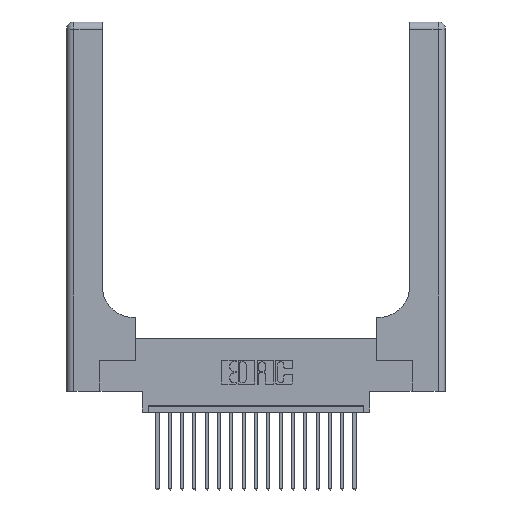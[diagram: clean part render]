
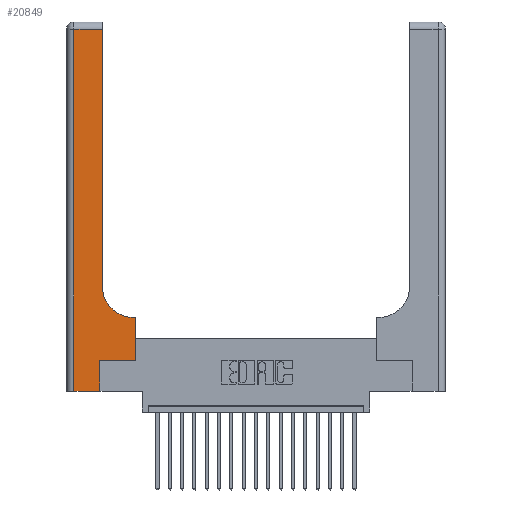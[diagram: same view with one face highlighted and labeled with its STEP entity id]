
A CAD part, top view. The second image highlights one B-rep face of the part: STEP entity #20849.
In plain terms, the highlighted planar face has unit normal (0, 0, 1).
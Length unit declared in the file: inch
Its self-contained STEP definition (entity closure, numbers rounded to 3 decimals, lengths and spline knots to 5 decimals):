
#10 = EDGE_LOOP ( 'NONE', ( #16157, #9311, #5061, #14084, #13648, #19761, #10688, #4791, #4566 ) ) ;
#164 = CARTESIAN_POINT ( 'NONE',  ( 0.269, 0.25, 0.37 ) ) ;
#324 = VECTOR ( 'NONE', #8896, 39.37008 ) ;
#440 = CARTESIAN_POINT ( 'NONE',  ( 0.5415, 0.85, 0.37 ) ) ;
#620 = DIRECTION ( 'NONE',  ( -1., 0., 0. ) ) ;
#776 = LINE ( 'NONE', #927, #1586 ) ;
#788 = VECTOR ( 'NONE', #18064, 39.37008 ) ;
#927 = CARTESIAN_POINT ( 'NONE',  ( 0.5585, 0.25, 0.37 ) ) ;
#1294 = EDGE_CURVE ( 'NONE', #9767, #21216, #19378, .T. ) ;
#1442 = CARTESIAN_POINT ( 'NONE',  ( 0.06, 3., 0.37 ) ) ;
#1586 = VECTOR ( 'NONE', #17498, 39.37008 ) ;
#1651 = DIRECTION ( 'NONE',  ( 0., 1., 0. ) ) ;
#2057 = CARTESIAN_POINT ( 'NONE',  ( 0., 2.94, 0.37 ) ) ;
#2238 = AXIS2_PLACEMENT_3D ( 'NONE', #440, #8535, #5405 ) ;
#2528 = DIRECTION ( 'NONE',  ( -1., 0., 0. ) ) ;
#4070 = DIRECTION ( 'NONE',  ( 0., 1., 0. ) ) ;
#4566 = ORIENTED_EDGE ( 'NONE', *, *, #9160, .T. ) ;
#4791 = ORIENTED_EDGE ( 'NONE', *, *, #13721, .T. ) ;
#5061 = ORIENTED_EDGE ( 'NONE', *, *, #18551, .T. ) ;
#5312 = VECTOR ( 'NONE', #8687, 39.37008 ) ;
#5405 = DIRECTION ( 'NONE',  ( 1., 0., 0. ) ) ;
#5415 = CARTESIAN_POINT ( 'NONE',  ( 0.269, 0.25, 0.37 ) ) ;
#5846 = LINE ( 'NONE', #10887, #6623 ) ;
#6623 = VECTOR ( 'NONE', #4070, 39.37008 ) ;
#8315 = CARTESIAN_POINT ( 'NONE',  ( 0.2915, 2.94, 0.37 ) ) ;
#8535 = DIRECTION ( 'NONE',  ( 0., 0., -1. ) ) ;
#8635 = EDGE_CURVE ( 'NONE', #13065, #9230, #15307, .T. ) ;
#8687 = DIRECTION ( 'NONE',  ( -1., 0., 0. ) ) ;
#8840 = VERTEX_POINT ( 'NONE', #15558 ) ;
#8896 = DIRECTION ( 'NONE',  ( 1., 0., 0. ) ) ;
#9160 = EDGE_CURVE ( 'NONE', #10589, #20859, #10835, .T. ) ;
#9230 = VERTEX_POINT ( 'NONE', #20259 ) ;
#9311 = ORIENTED_EDGE ( 'NONE', *, *, #1294, .T. ) ;
#9767 = VERTEX_POINT ( 'NONE', #8315 ) ;
#10547 = CARTESIAN_POINT ( 'NONE',  ( 0.2915, 0.6, 0.37 ) ) ;
#10589 = VERTEX_POINT ( 'NONE', #11539 ) ;
#10688 = ORIENTED_EDGE ( 'NONE', *, *, #20221, .T. ) ;
#10835 = CIRCLE ( 'NONE', #2238, 0.25 ) ;
#10887 = CARTESIAN_POINT ( 'NONE',  ( 0.269, 0., 0.37 ) ) ;
#10990 = AXIS2_PLACEMENT_3D ( 'NONE', #19376, #20821, #2528 ) ;
#11539 = CARTESIAN_POINT ( 'NONE',  ( 0.5415, 0.6, 0.37 ) ) ;
#11782 = LINE ( 'NONE', #5415, #324 ) ;
#12366 = VERTEX_POINT ( 'NONE', #164 ) ;
#12423 = EDGE_CURVE ( 'NONE', #12366, #8840, #11782, .T. ) ;
#12448 = CARTESIAN_POINT ( 'NONE',  ( 0., 0., 0.37 ) ) ;
#13065 = VERTEX_POINT ( 'NONE', #13797 ) ;
#13461 = VECTOR ( 'NONE', #620, 39.37008 ) ;
#13648 = ORIENTED_EDGE ( 'NONE', *, *, #14305, .T. ) ;
#13721 = EDGE_CURVE ( 'NONE', #20168, #10589, #20471, .T. ) ;
#13797 = CARTESIAN_POINT ( 'NONE',  ( 0.06, 0., 0.37 ) ) ;
#14084 = ORIENTED_EDGE ( 'NONE', *, *, #8635, .T. ) ;
#14302 = CARTESIAN_POINT ( 'NONE',  ( 0.2915, 0.85, 0.37 ) ) ;
#14305 = EDGE_CURVE ( 'NONE', #9230, #12366, #5846, .T. ) ;
#14569 = LINE ( 'NONE', #1442, #788 ) ;
#14648 = CARTESIAN_POINT ( 'NONE',  ( 0.2915, 3., 0.37 ) ) ;
#15307 = LINE ( 'NONE', #12448, #18914 ) ;
#15558 = CARTESIAN_POINT ( 'NONE',  ( 0.5585, 0.25, 0.37 ) ) ;
#15877 = CARTESIAN_POINT ( 'NONE',  ( 0.5585, 0.6, 0.37 ) ) ;
#16157 = ORIENTED_EDGE ( 'NONE', *, *, #17296, .T. ) ;
#17296 = EDGE_CURVE ( 'NONE', #20859, #9767, #19834, .T. ) ;
#17498 = DIRECTION ( 'NONE',  ( 0., 1., 0. ) ) ;
#17719 = PLANE ( 'NONE',  #10990 ) ;
#18064 = DIRECTION ( 'NONE',  ( 0., -1., 0. ) ) ;
#18218 = CARTESIAN_POINT ( 'NONE',  ( 0.06, 2.94, 0.37 ) ) ;
#18280 = VECTOR ( 'NONE', #1651, 39.37008 ) ;
#18551 = EDGE_CURVE ( 'NONE', #21216, #13065, #14569, .T. ) ;
#18914 = VECTOR ( 'NONE', #20595, 39.37008 ) ;
#19376 = CARTESIAN_POINT ( 'NONE',  ( 0., 3., 0.37 ) ) ;
#19378 = LINE ( 'NONE', #2057, #5312 ) ;
#19761 = ORIENTED_EDGE ( 'NONE', *, *, #12423, .T. ) ;
#19834 = LINE ( 'NONE', #14648, #18280 ) ;
#20025 = FACE_OUTER_BOUND ( 'NONE', #10, .T. ) ;
#20168 = VERTEX_POINT ( 'NONE', #15877 ) ;
#20221 = EDGE_CURVE ( 'NONE', #8840, #20168, #776, .T. ) ;
#20259 = CARTESIAN_POINT ( 'NONE',  ( 0.269, 0., 0.37 ) ) ;
#20471 = LINE ( 'NONE', #10547, #13461 ) ;
#20595 = DIRECTION ( 'NONE',  ( 1., 0., 0. ) ) ;
#20821 = DIRECTION ( 'NONE',  ( 0., 0., -1. ) ) ;
#20849 = ADVANCED_FACE ( 'NONE', ( #20025 ), #17719, .F. ) ;
#20859 = VERTEX_POINT ( 'NONE', #14302 ) ;
#21216 = VERTEX_POINT ( 'NONE', #18218 ) ;
